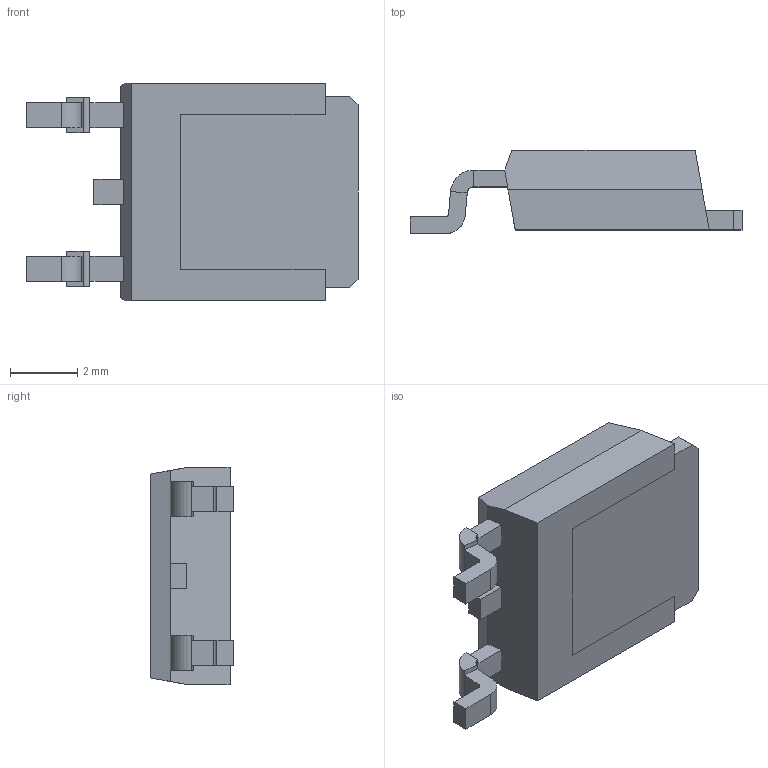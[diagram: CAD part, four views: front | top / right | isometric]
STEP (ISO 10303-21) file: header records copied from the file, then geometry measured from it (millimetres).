
FILE_DESCRIPTION (( 'STEP AP214' ), '1' );
FILE_NAME ('TS1117BCP ROG.STEP', '2022-02-25T05:04:56', ( '' ), ( '' ), 'SwSTEP 2.0', 'SolidWorks 2017', '' );
FILE_SCHEMA (( 'AUTOMOTIVE_DESIGN' ));
Length unit declared in the file: millimetre
Products named in the file (1): TS1117BCP ROG
Bounding box: 9.9 x 2.49 x 6.5 mm (x, y, z)
Volume: 94.2 mm3; surface area: 222.7 mm2
Topology: 5 solids, 5 shells, 75 faces, 179 edges, 114 vertices
Faces by surface type: plane 67, cylinder 8
Entity records: 2191 total; most frequent: CARTESIAN_POINT 369, ORIENTED_EDGE 358, DIRECTION 347, EDGE_CURVE 179, LINE 163, VECTOR 163, VERTEX_POINT 114, AXIS2_PLACEMENT_3D 92
